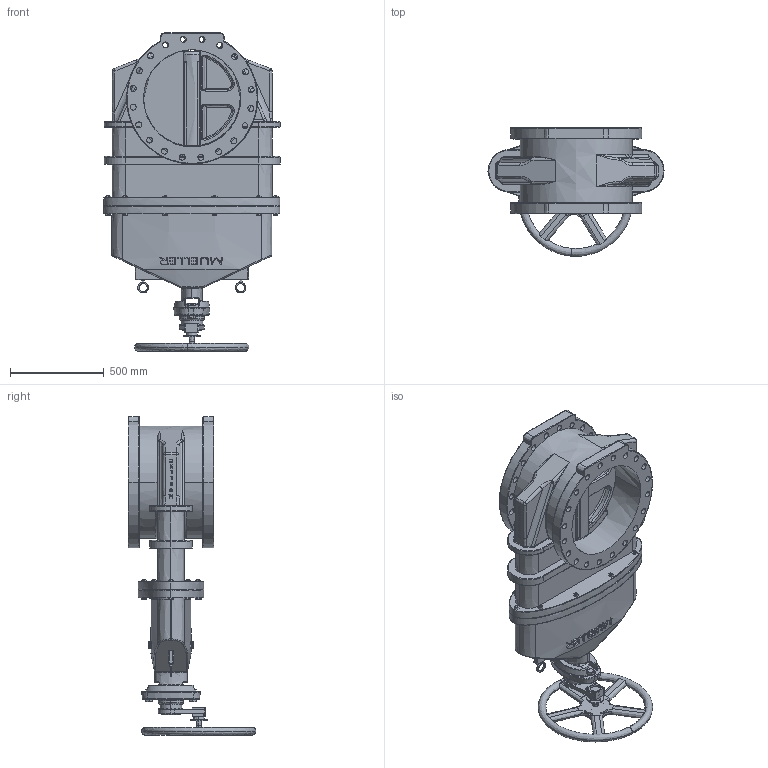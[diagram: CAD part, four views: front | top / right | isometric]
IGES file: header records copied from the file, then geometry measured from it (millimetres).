
Start section: SolidWorks IGES file using NURBS representation for surfaces
Global section: file name: A-2361-6_20_H.IGS; native system: SolidWorks 2014; preprocessor: SolidWorks 2014; author: CAD; date: 150223.131256; units: inch
Bounding box: 936.96 x 680.62 x 1695.7 mm (x, y, z)
Volume: 156275083.7 mm3; surface area: 7612434.3 mm2
Topology: 38 solids, 38 shells, 1944 faces, 4895 edges, 3038 vertices
Faces by surface type: bspline 1944
